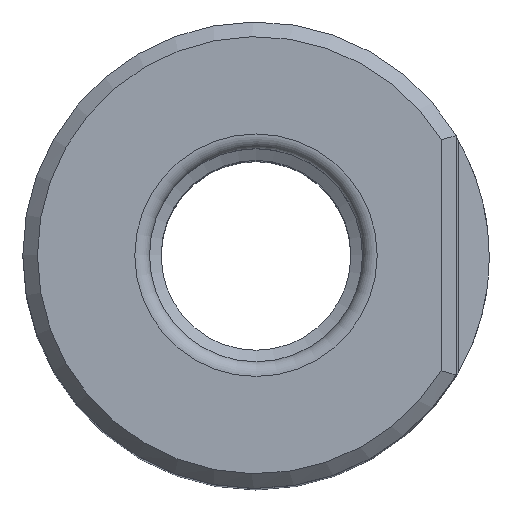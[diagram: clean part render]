
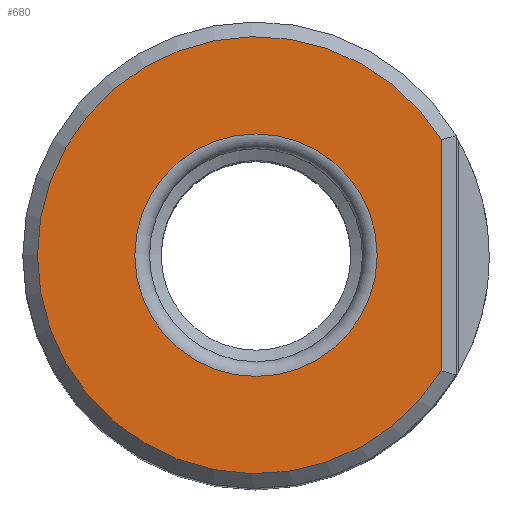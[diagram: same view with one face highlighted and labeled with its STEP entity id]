
A CAD part, top view. The second image highlights one B-rep face of the part: STEP entity #680.
In plain terms, the highlighted planar face has unit normal (0, 0, 1).
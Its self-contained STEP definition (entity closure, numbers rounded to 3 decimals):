
#20=PLANE('',#728);
#33=LINE('',#1004,#41);
#41=VECTOR('',#819,1000.);
#66=CIRCLE('',#722,14.875);
#69=CIRCLE('',#729,8.25);
#120=ORIENTED_EDGE('',*,*,#215,.T.);
#121=ORIENTED_EDGE('',*,*,#203,.T.);
#122=ORIENTED_EDGE('',*,*,#216,.T.);
#203=EDGE_CURVE('',#251,#252,#66,.T.);
#215=EDGE_CURVE('',#260,#260,#69,.F.);
#216=EDGE_CURVE('',#252,#251,#33,.T.);
#251=VERTEX_POINT('',#967);
#252=VERTEX_POINT('',#968);
#260=VERTEX_POINT('',#1003);
#301=EDGE_LOOP('',(#120));
#302=EDGE_LOOP('',(#121,#122));
#362=FACE_BOUND('',#301,.T.);
#363=FACE_BOUND('',#302,.T.);
#680=ADVANCED_FACE('',(#362,#363),#20,.T.);
#722=AXIS2_PLACEMENT_3D('',#966,#799,#800);
#728=AXIS2_PLACEMENT_3D('',#1001,#815,#816);
#729=AXIS2_PLACEMENT_3D('',#1002,#817,#818);
#799=DIRECTION('',(0.,0.,1.));
#800=DIRECTION('',(1.,0.,0.));
#815=DIRECTION('',(0.,0.,1.));
#816=DIRECTION('',(1.,0.,0.));
#817=DIRECTION('',(0.,0.,1.));
#818=DIRECTION('',(1.,0.,0.));
#819=DIRECTION('',(0.,1.,0.));
#966=CARTESIAN_POINT('',(0.,0.,110.));
#967=CARTESIAN_POINT('',(12.625,7.866,110.));
#968=CARTESIAN_POINT('',(12.625,-7.866,110.));
#1001=CARTESIAN_POINT('',(0.,0.,110.));
#1002=CARTESIAN_POINT('',(0.,0.,110.));
#1003=CARTESIAN_POINT('',(8.25,0.,110.));
#1004=CARTESIAN_POINT('',(12.625,0.,110.));
